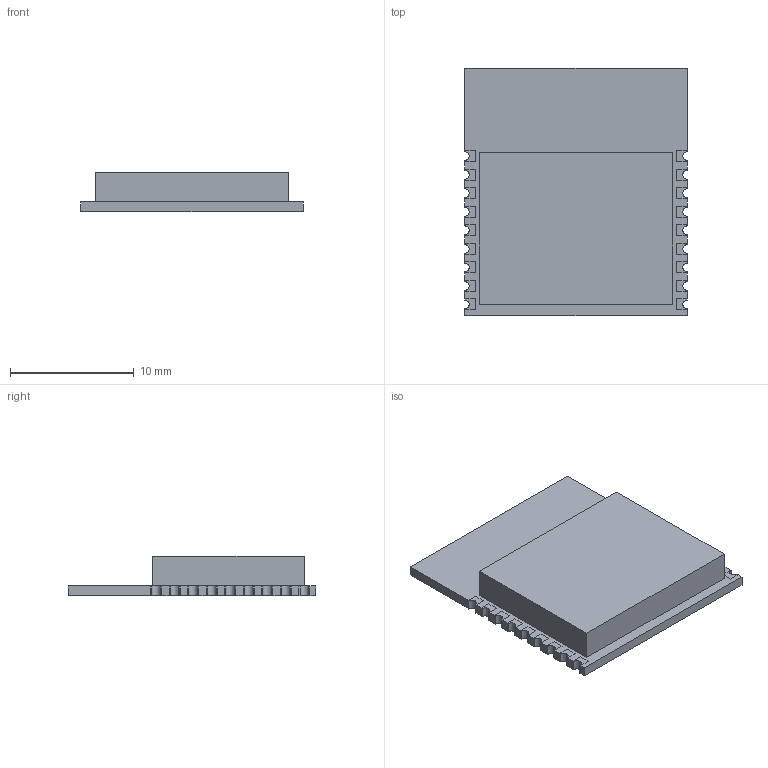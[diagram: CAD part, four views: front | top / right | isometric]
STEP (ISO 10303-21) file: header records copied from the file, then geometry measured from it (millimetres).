
FILE_DESCRIPTION((''),'2;1');
FILE_NAME('ESP-WROOM-02D.stp','2019-08-19T08:10:14',(''),(''),'Mechanical Desktop 2011','Mechanical Desktop 2011',', , ');
FILE_SCHEMA(('AUTOMOTIVE_DESIGN { 1 2 10303 214 1 1 1 1 }'));
Length unit declared in the file: millimetre
Products named in the file (1): Product
Bounding box: 18 x 20 x 3.2 mm (x, y, z)
Volume: 748.6 mm3; surface area: 1375 mm2
Topology: 20 solids, 20 shells, 228 faces, 564 edges, 376 vertices
Faces by surface type: bspline 129, plane 90, cylinder 9
Entity records: 6801 total; most frequent: CARTESIAN_POINT 1682, ORIENTED_EDGE 1128, DIRECTION 800, EDGE_CURVE 564, VECTOR 528, LINE 528, VERTEX_POINT 376, EDGE_LOOP 228
